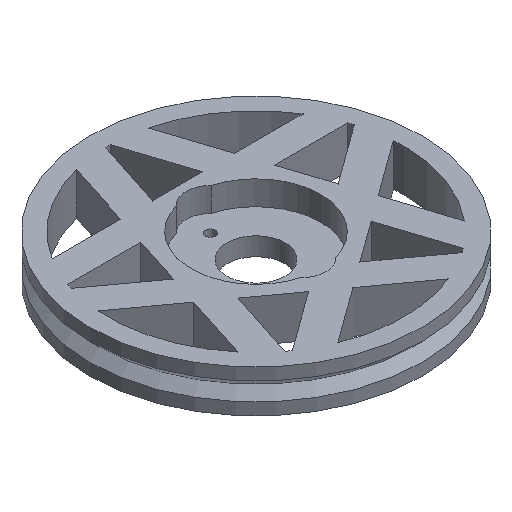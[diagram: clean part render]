
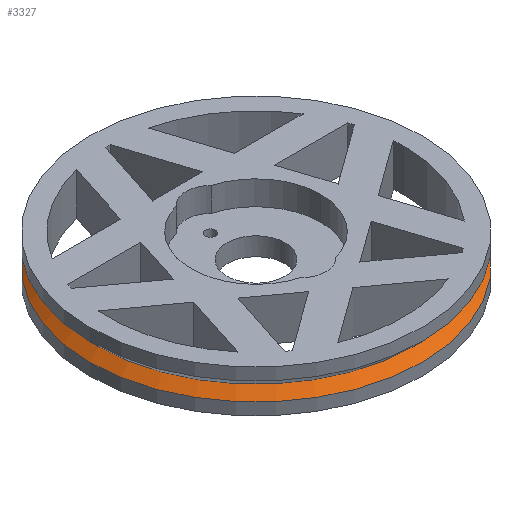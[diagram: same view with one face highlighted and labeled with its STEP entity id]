
A CAD part, isometric view. The second image highlights one B-rep face of the part: STEP entity #3327.
In plain terms, the highlighted conical face has half-angle 45 degrees and reference radius 26 mm.
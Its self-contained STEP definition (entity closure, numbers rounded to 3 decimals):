
#93 = CONICAL_SURFACE('',#94,27.5,0.785);
#94 = AXIS2_PLACEMENT_3D('',#95,#96,#97);
#95 = CARTESIAN_POINT('',(0.,0.,1.5));
#96 = DIRECTION('',(0.,0.,1.));
#97 = DIRECTION('',(1.,0.,0.));
#1321 = VERTEX_POINT('',#1322);
#1322 = CARTESIAN_POINT('',(26.,0.,0.));
#1343 = EDGE_CURVE('',#1321,#1321,#1344,.T.);
#1344 = SURFACE_CURVE('',#1345,(#1350,#1357),.PCURVE_S1.);
#1345 = CIRCLE('',#1346,26.);
#1346 = AXIS2_PLACEMENT_3D('',#1347,#1348,#1349);
#1347 = CARTESIAN_POINT('',(0.,0.,0.));
#1348 = DIRECTION('',(0.,0.,-1.));
#1349 = DIRECTION('',(1.,0.,0.));
#1350 = PCURVE('',#93,#1351);
#1351 = DEFINITIONAL_REPRESENTATION('',(#1352),#1356);
#1352 = LINE('',#1353,#1354);
#1353 = CARTESIAN_POINT('',(-0.,-1.5));
#1354 = VECTOR('',#1355,1.);
#1355 = DIRECTION('',(-1.,-0.));
#1356 = ( GEOMETRIC_REPRESENTATION_CONTEXT(2) 
PARAMETRIC_REPRESENTATION_CONTEXT() REPRESENTATION_CONTEXT('2D SPACE',''
  ) );
#1357 = PCURVE('',#1358,#1363);
#1358 = CONICAL_SURFACE('',#1359,26.,0.785);
#1359 = AXIS2_PLACEMENT_3D('',#1360,#1361,#1362);
#1360 = CARTESIAN_POINT('',(0.,0.,0.));
#1361 = DIRECTION('',(0.,0.,-1.));
#1362 = DIRECTION('',(1.,0.,0.));
#1363 = DEFINITIONAL_REPRESENTATION('',(#1364),#1368);
#1364 = LINE('',#1365,#1366);
#1365 = CARTESIAN_POINT('',(0.,0.));
#1366 = VECTOR('',#1367,1.);
#1367 = DIRECTION('',(1.,0.));
#1368 = ( GEOMETRIC_REPRESENTATION_CONTEXT(2) 
PARAMETRIC_REPRESENTATION_CONTEXT() REPRESENTATION_CONTEXT('2D SPACE',''
  ) );
#3327 = ADVANCED_FACE('',(#3328),#1358,.T.);
#3328 = FACE_BOUND('',#3329,.T.);
#3329 = EDGE_LOOP('',(#3330,#3331,#3354,#3381));
#3330 = ORIENTED_EDGE('',*,*,#1343,.T.);
#3331 = ORIENTED_EDGE('',*,*,#3332,.T.);
#3332 = EDGE_CURVE('',#1321,#3333,#3335,.T.);
#3333 = VERTEX_POINT('',#3334);
#3334 = CARTESIAN_POINT('',(27.5,0.,-1.5));
#3335 = SEAM_CURVE('',#3336,(#3340,#3347),.PCURVE_S1.);
#3336 = LINE('',#3337,#3338);
#3337 = CARTESIAN_POINT('',(26.,0.,0.));
#3338 = VECTOR('',#3339,1.);
#3339 = DIRECTION('',(0.707,0.,-0.707
    ));
#3340 = PCURVE('',#1358,#3341);
#3341 = DEFINITIONAL_REPRESENTATION('',(#3342),#3346);
#3342 = LINE('',#3343,#3344);
#3343 = CARTESIAN_POINT('',(0.,0.));
#3344 = VECTOR('',#3345,1.);
#3345 = DIRECTION('',(0.,1.));
#3346 = ( GEOMETRIC_REPRESENTATION_CONTEXT(2) 
PARAMETRIC_REPRESENTATION_CONTEXT() REPRESENTATION_CONTEXT('2D SPACE',''
  ) );
#3347 = PCURVE('',#1358,#3348);
#3348 = DEFINITIONAL_REPRESENTATION('',(#3349),#3353);
#3349 = LINE('',#3350,#3351);
#3350 = CARTESIAN_POINT('',(6.283,0.));
#3351 = VECTOR('',#3352,1.);
#3352 = DIRECTION('',(0.,1.));
#3353 = ( GEOMETRIC_REPRESENTATION_CONTEXT(2) 
PARAMETRIC_REPRESENTATION_CONTEXT() REPRESENTATION_CONTEXT('2D SPACE',''
  ) );
#3354 = ORIENTED_EDGE('',*,*,#3355,.F.);
#3355 = EDGE_CURVE('',#3333,#3333,#3356,.T.);
#3356 = SURFACE_CURVE('',#3357,(#3362,#3369),.PCURVE_S1.);
#3357 = CIRCLE('',#3358,27.5);
#3358 = AXIS2_PLACEMENT_3D('',#3359,#3360,#3361);
#3359 = CARTESIAN_POINT('',(0.,0.,-1.5));
#3360 = DIRECTION('',(0.,0.,-1.));
#3361 = DIRECTION('',(1.,0.,0.));
#3362 = PCURVE('',#1358,#3363);
#3363 = DEFINITIONAL_REPRESENTATION('',(#3364),#3368);
#3364 = LINE('',#3365,#3366);
#3365 = CARTESIAN_POINT('',(0.,1.5));
#3366 = VECTOR('',#3367,1.);
#3367 = DIRECTION('',(1.,0.));
#3368 = ( GEOMETRIC_REPRESENTATION_CONTEXT(2) 
PARAMETRIC_REPRESENTATION_CONTEXT() REPRESENTATION_CONTEXT('2D SPACE',''
  ) );
#3369 = PCURVE('',#3370,#3375);
#3370 = CYLINDRICAL_SURFACE('',#3371,27.5);
#3371 = AXIS2_PLACEMENT_3D('',#3372,#3373,#3374);
#3372 = CARTESIAN_POINT('',(0.,0.,-1.5));
#3373 = DIRECTION('',(0.,0.,-1.));
#3374 = DIRECTION('',(1.,0.,0.));
#3375 = DEFINITIONAL_REPRESENTATION('',(#3376),#3380);
#3376 = LINE('',#3377,#3378);
#3377 = CARTESIAN_POINT('',(0.,0.));
#3378 = VECTOR('',#3379,1.);
#3379 = DIRECTION('',(1.,0.));
#3380 = ( GEOMETRIC_REPRESENTATION_CONTEXT(2) 
PARAMETRIC_REPRESENTATION_CONTEXT() REPRESENTATION_CONTEXT('2D SPACE',''
  ) );
#3381 = ORIENTED_EDGE('',*,*,#3332,.F.);
